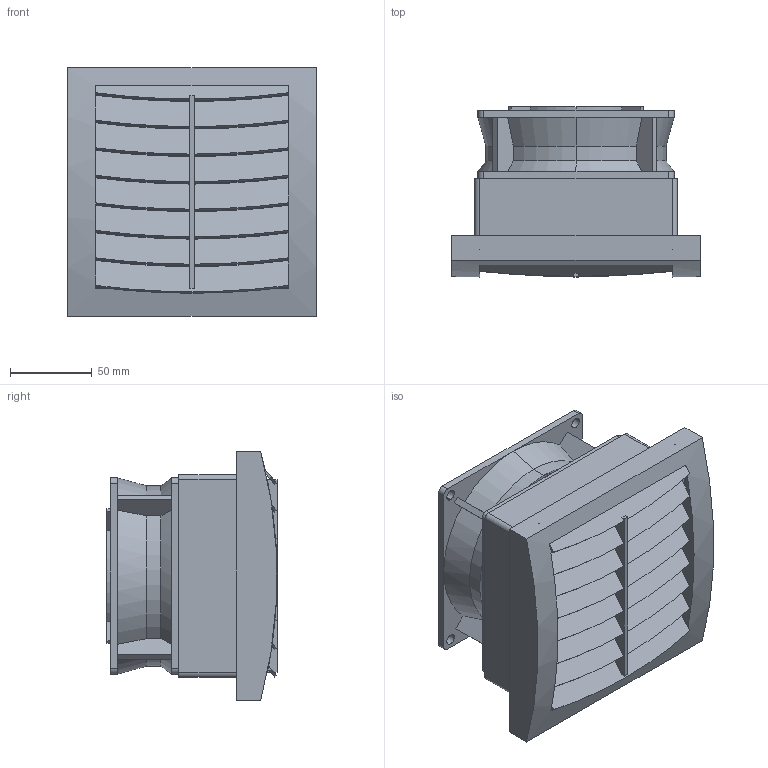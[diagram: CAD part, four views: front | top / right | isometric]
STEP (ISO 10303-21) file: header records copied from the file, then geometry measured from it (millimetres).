
FILE_DESCRIPTION(('starvars output'),'2;1');
FILE_NAME('cv20190805064908000007727.stp','06:49:09 2019/08/05',( 'Thomas Industrial Network Germany GmbH'),( 'Thomas Industrial Network Germany GmbH'),'unknown preprocess','ACIS' ,'unknown authorization');
FILE_SCHEMA(('AUTOMOTIVE_DESIGN_CC2 {UNKNOWN IMPLEMENTATION LEVEL}'));
Length unit declared in the file: millimetre
Products named in the file (1): PRODUCT_ID_1
Bounding box: 152 x 104 x 152.02 mm (x, y, z)
Volume: 536932.9 mm3; surface area: 231952.4 mm2
Topology: 1 solids, 1 shells, 579 faces, 1722 edges, 1116 vertices
Faces by surface type: plane 331, cylinder 236, cone 12
Entity records: 20013 total; most frequent: ORIENTED_EDGE 3444, CARTESIAN_POINT 2489, DIRECTION 1802, EDGE_CURVE 1722, VERTEX_POINT 1116, VECTOR 848, LINE 848, EDGE_LOOP 744
